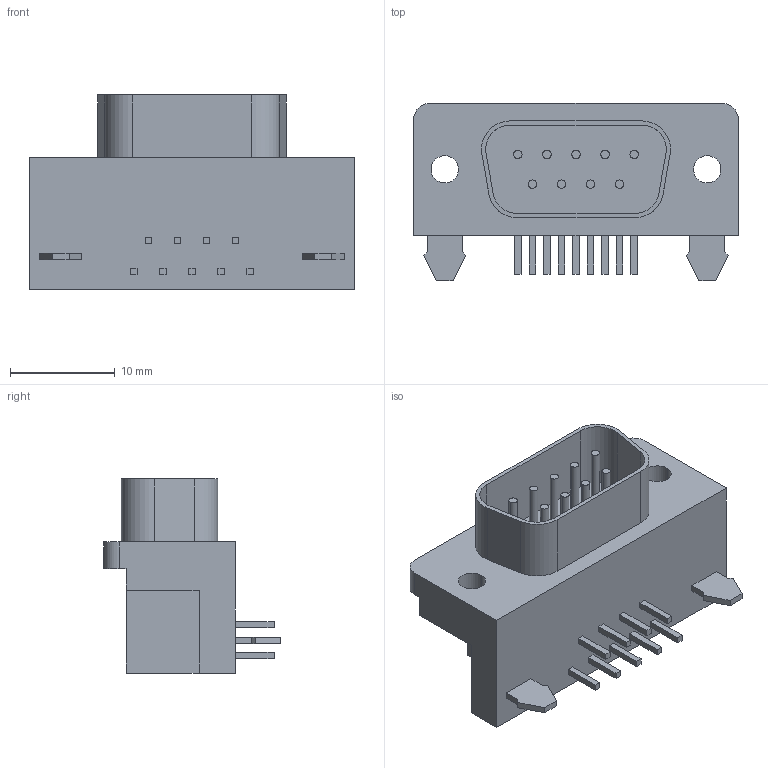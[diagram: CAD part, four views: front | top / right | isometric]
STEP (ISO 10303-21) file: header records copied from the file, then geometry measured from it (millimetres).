
FILE_DESCRIPTION((''),'2;1');
FILE_NAME('111-09-1-1-10','2010-08-23T',('cad01'),(''),'PRO/ENGINEER BY PARAMETRIC TECHNOLOGY CORPORATION, 2005110','PRO/ENGINEER BY PARAMETRIC TECHNOLOGY CORPORATION, 2005110','');
FILE_SCHEMA(('CONFIG_CONTROL_DESIGN'));
Length unit declared in the file: millimetre
Products named in the file (1): 111-09-1-1-10
Bounding box: 30.9 x 16.85 x 18.5 mm (x, y, z)
Volume: 3520.4 mm3; surface area: 2728.8 mm2
Topology: 1 solids, 1 shells, 128 faces, 332 edges, 228 vertices
Faces by surface type: plane 96, cylinder 32
Entity records: 3986 total; most frequent: CARTESIAN_POINT 688, DIRECTION 672, ORIENTED_EDGE 664, EDGE_CURVE 332, VECTOR 248, LINE 248, VERTEX_POINT 228, AXIS2_PLACEMENT_3D 212
